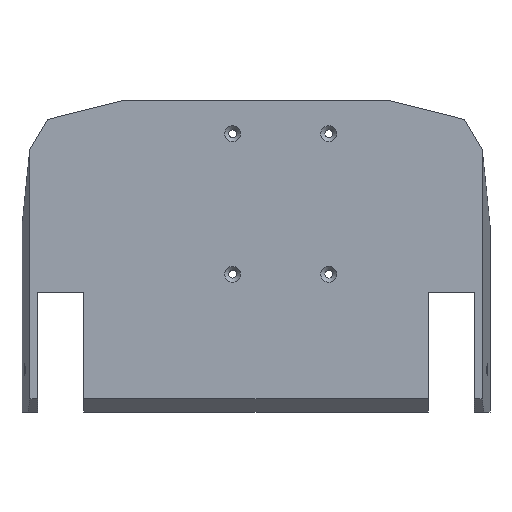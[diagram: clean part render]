
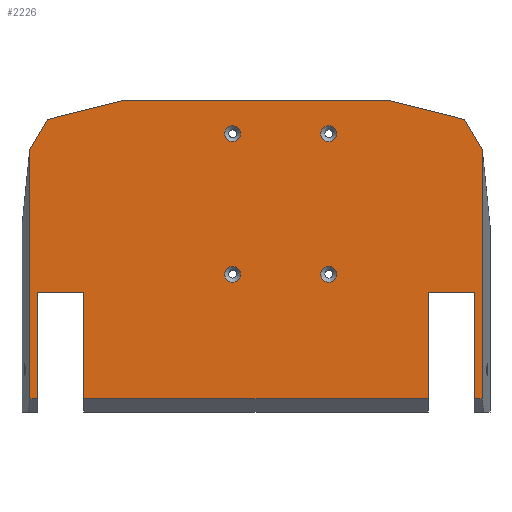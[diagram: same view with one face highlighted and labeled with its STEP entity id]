
A CAD part, front view. The second image highlights one B-rep face of the part: STEP entity #2226.
In plain terms, the highlighted planar face has unit normal (0, -1, 0).
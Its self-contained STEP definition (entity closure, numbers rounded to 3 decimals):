
#34=FACE_BOUND('',#340,.T.);
#35=FACE_BOUND('',#341,.T.);
#36=FACE_BOUND('',#342,.T.);
#37=FACE_BOUND('',#343,.T.);
#73=CIRCLE('',#2340,3.05);
#74=CIRCLE('',#2341,3.05);
#76=CIRCLE('',#2344,3.05);
#77=CIRCLE('',#2345,3.05);
#79=CIRCLE('',#2348,3.05);
#80=CIRCLE('',#2349,3.05);
#82=CIRCLE('',#2352,3.05);
#83=CIRCLE('',#2353,3.05);
#217=FACE_OUTER_BOUND('',#339,.T.);
#339=EDGE_LOOP('',(#1848,#1849,#1850,#1851,#1852,#1853,#1854,#1855,#1856,
#1857,#1858,#1859,#1860,#1861,#1862,#1863));
#340=EDGE_LOOP('',(#1864,#1865));
#341=EDGE_LOOP('',(#1866,#1867));
#342=EDGE_LOOP('',(#1868,#1869));
#343=EDGE_LOOP('',(#1870,#1871));
#569=LINE('',#3601,#812);
#573=LINE('',#3610,#816);
#574=LINE('',#3613,#817);
#575=LINE('',#3615,#818);
#576=LINE('',#3617,#819);
#577=LINE('',#3619,#820);
#578=LINE('',#3621,#821);
#579=LINE('',#3623,#822);
#580=LINE('',#3625,#823);
#581=LINE('',#3627,#824);
#582=LINE('',#3629,#825);
#583=LINE('',#3631,#826);
#584=LINE('',#3633,#827);
#585=LINE('',#3635,#828);
#586=LINE('',#3637,#829);
#587=LINE('',#3638,#830);
#812=VECTOR('',#2932,10.);
#816=VECTOR('',#2940,10.);
#817=VECTOR('',#2943,10.);
#818=VECTOR('',#2944,10.);
#819=VECTOR('',#2945,10.);
#820=VECTOR('',#2946,10.);
#821=VECTOR('',#2947,10.);
#822=VECTOR('',#2948,10.);
#823=VECTOR('',#2949,10.);
#824=VECTOR('',#2950,10.);
#825=VECTOR('',#2951,10.);
#826=VECTOR('',#2952,10.);
#827=VECTOR('',#2953,10.);
#828=VECTOR('',#2954,10.);
#829=VECTOR('',#2955,10.);
#830=VECTOR('',#2956,10.);
#966=VERTEX_POINT('',#3343);
#967=VERTEX_POINT('',#3344);
#969=VERTEX_POINT('',#3351);
#970=VERTEX_POINT('',#3352);
#972=VERTEX_POINT('',#3359);
#973=VERTEX_POINT('',#3360);
#975=VERTEX_POINT('',#3367);
#976=VERTEX_POINT('',#3368);
#1055=VERTEX_POINT('',#3598);
#1056=VERTEX_POINT('',#3600);
#1059=VERTEX_POINT('',#3608);
#1060=VERTEX_POINT('',#3612);
#1061=VERTEX_POINT('',#3614);
#1062=VERTEX_POINT('',#3616);
#1063=VERTEX_POINT('',#3618);
#1064=VERTEX_POINT('',#3620);
#1065=VERTEX_POINT('',#3622);
#1066=VERTEX_POINT('',#3624);
#1067=VERTEX_POINT('',#3626);
#1068=VERTEX_POINT('',#3628);
#1069=VERTEX_POINT('',#3630);
#1070=VERTEX_POINT('',#3632);
#1071=VERTEX_POINT('',#3634);
#1072=VERTEX_POINT('',#3636);
#1218=EDGE_CURVE('',#966,#967,#73,.T.);
#1219=EDGE_CURVE('',#967,#966,#74,.T.);
#1222=EDGE_CURVE('',#969,#970,#76,.T.);
#1223=EDGE_CURVE('',#970,#969,#77,.T.);
#1226=EDGE_CURVE('',#972,#973,#79,.T.);
#1227=EDGE_CURVE('',#973,#972,#80,.T.);
#1230=EDGE_CURVE('',#975,#976,#82,.T.);
#1231=EDGE_CURVE('',#976,#975,#83,.T.);
#1343=EDGE_CURVE('',#1056,#1055,#569,.T.);
#1348=EDGE_CURVE('',#1059,#1055,#573,.T.);
#1349=EDGE_CURVE('',#1059,#1060,#574,.T.);
#1350=EDGE_CURVE('',#1060,#1061,#575,.T.);
#1351=EDGE_CURVE('',#1061,#1062,#576,.T.);
#1352=EDGE_CURVE('',#1063,#1062,#577,.T.);
#1353=EDGE_CURVE('',#1064,#1063,#578,.T.);
#1354=EDGE_CURVE('',#1065,#1064,#579,.T.);
#1355=EDGE_CURVE('',#1065,#1066,#580,.T.);
#1356=EDGE_CURVE('',#1067,#1066,#581,.T.);
#1357=EDGE_CURVE('',#1067,#1068,#582,.T.);
#1358=EDGE_CURVE('',#1069,#1068,#583,.T.);
#1359=EDGE_CURVE('',#1070,#1069,#584,.T.);
#1360=EDGE_CURVE('',#1071,#1070,#585,.T.);
#1361=EDGE_CURVE('',#1071,#1072,#586,.T.);
#1362=EDGE_CURVE('',#1072,#1056,#587,.T.);
#1848=ORIENTED_EDGE('',*,*,#1348,.F.);
#1849=ORIENTED_EDGE('',*,*,#1349,.T.);
#1850=ORIENTED_EDGE('',*,*,#1350,.T.);
#1851=ORIENTED_EDGE('',*,*,#1351,.T.);
#1852=ORIENTED_EDGE('',*,*,#1352,.F.);
#1853=ORIENTED_EDGE('',*,*,#1353,.F.);
#1854=ORIENTED_EDGE('',*,*,#1354,.F.);
#1855=ORIENTED_EDGE('',*,*,#1355,.T.);
#1856=ORIENTED_EDGE('',*,*,#1356,.F.);
#1857=ORIENTED_EDGE('',*,*,#1357,.T.);
#1858=ORIENTED_EDGE('',*,*,#1358,.F.);
#1859=ORIENTED_EDGE('',*,*,#1359,.F.);
#1860=ORIENTED_EDGE('',*,*,#1360,.F.);
#1861=ORIENTED_EDGE('',*,*,#1361,.T.);
#1862=ORIENTED_EDGE('',*,*,#1362,.T.);
#1863=ORIENTED_EDGE('',*,*,#1343,.T.);
#1864=ORIENTED_EDGE('',*,*,#1218,.T.);
#1865=ORIENTED_EDGE('',*,*,#1219,.T.);
#1866=ORIENTED_EDGE('',*,*,#1222,.T.);
#1867=ORIENTED_EDGE('',*,*,#1223,.T.);
#1868=ORIENTED_EDGE('',*,*,#1226,.T.);
#1869=ORIENTED_EDGE('',*,*,#1227,.T.);
#1870=ORIENTED_EDGE('',*,*,#1230,.T.);
#1871=ORIENTED_EDGE('',*,*,#1231,.T.);
#2119=PLANE('',#2424);
#2226=ADVANCED_FACE('',(#217,#34,#35,#36,#37),#2119,.F.);
#2340=AXIS2_PLACEMENT_3D('',#3345,#2683,#2684);
#2341=AXIS2_PLACEMENT_3D('',#3346,#2685,#2686);
#2344=AXIS2_PLACEMENT_3D('',#3353,#2692,#2693);
#2345=AXIS2_PLACEMENT_3D('',#3354,#2694,#2695);
#2348=AXIS2_PLACEMENT_3D('',#3361,#2701,#2702);
#2349=AXIS2_PLACEMENT_3D('',#3362,#2703,#2704);
#2352=AXIS2_PLACEMENT_3D('',#3369,#2710,#2711);
#2353=AXIS2_PLACEMENT_3D('',#3370,#2712,#2713);
#2424=AXIS2_PLACEMENT_3D('',#3611,#2941,#2942);
#2683=DIRECTION('center_axis',(0.,1.,0.));
#2684=DIRECTION('ref_axis',(1.,0.,0.));
#2685=DIRECTION('center_axis',(0.,1.,0.));
#2686=DIRECTION('ref_axis',(1.,0.,0.));
#2692=DIRECTION('center_axis',(0.,1.,0.));
#2693=DIRECTION('ref_axis',(1.,0.,0.));
#2694=DIRECTION('center_axis',(0.,1.,0.));
#2695=DIRECTION('ref_axis',(1.,0.,0.));
#2701=DIRECTION('center_axis',(0.,1.,0.));
#2702=DIRECTION('ref_axis',(1.,0.,0.));
#2703=DIRECTION('center_axis',(0.,1.,0.));
#2704=DIRECTION('ref_axis',(1.,0.,0.));
#2710=DIRECTION('center_axis',(0.,1.,0.));
#2711=DIRECTION('ref_axis',(1.,0.,0.));
#2712=DIRECTION('center_axis',(0.,1.,0.));
#2713=DIRECTION('ref_axis',(1.,0.,0.));
#2932=DIRECTION('',(0.,0.,-1.));
#2940=DIRECTION('',(-1.,0.,0.));
#2941=DIRECTION('center_axis',(0.,1.,0.));
#2942=DIRECTION('ref_axis',(0.,0.,1.));
#2943=DIRECTION('',(0.,0.,1.));
#2944=DIRECTION('',(1.,0.,0.));
#2945=DIRECTION('',(0.,0.,-1.));
#2946=DIRECTION('',(-1.,0.,0.));
#2947=DIRECTION('',(0.,0.,-1.));
#2948=DIRECTION('',(0.509,0.,-0.861));
#2949=DIRECTION('',(-0.97,0.,0.245));
#2950=DIRECTION('',(1.,0.,0.));
#2951=DIRECTION('',(-0.97,0.,-0.245));
#2952=DIRECTION('',(0.509,0.,0.861));
#2953=DIRECTION('',(0.,0.,1.));
#2954=DIRECTION('',(-1.,0.,0.));
#2955=DIRECTION('',(0.,0.,1.));
#2956=DIRECTION('',(1.,0.,0.));
#3343=CARTESIAN_POINT('',(31.05,0.,-7.));
#3344=CARTESIAN_POINT('',(24.95,0.,-7.));
#3345=CARTESIAN_POINT('Origin',(28.,0.,-7.));
#3346=CARTESIAN_POINT('Origin',(28.,0.,-7.));
#3351=CARTESIAN_POINT('',(31.05,0.,47.));
#3352=CARTESIAN_POINT('',(24.95,0.,47.));
#3353=CARTESIAN_POINT('Origin',(28.,0.,47.));
#3354=CARTESIAN_POINT('Origin',(28.,0.,47.));
#3359=CARTESIAN_POINT('',(-5.95,0.,-7.));
#3360=CARTESIAN_POINT('',(-12.05,0.,-7.));
#3361=CARTESIAN_POINT('Origin',(-9.,0.,-7.));
#3362=CARTESIAN_POINT('Origin',(-9.,0.,-7.));
#3367=CARTESIAN_POINT('',(-5.95,0.,47.));
#3368=CARTESIAN_POINT('',(-12.05,0.,47.));
#3369=CARTESIAN_POINT('Origin',(-9.,0.,47.));
#3370=CARTESIAN_POINT('Origin',(-9.,0.,47.));
#3598=CARTESIAN_POINT('',(-66.3,0.,-55.));
#3600=CARTESIAN_POINT('',(-66.3,0.,-13.85));
#3601=CARTESIAN_POINT('',(-66.3,0.,-30.));
#3608=CARTESIAN_POINT('',(66.3,0.,-55.));
#3610=CARTESIAN_POINT('',(45.,0.,-55.));
#3611=CARTESIAN_POINT('Origin',(0.,0.,0.));
#3612=CARTESIAN_POINT('',(66.3,0.,-13.85));
#3613=CARTESIAN_POINT('',(66.3,0.,-6.925));
#3614=CARTESIAN_POINT('',(84.,0.,-13.85));
#3615=CARTESIAN_POINT('',(42.,0.,-13.85));
#3616=CARTESIAN_POINT('',(84.,0.,-55.));
#3617=CARTESIAN_POINT('',(84.,0.,-30.));
#3618=CARTESIAN_POINT('',(87.,0.,-55.));
#3619=CARTESIAN_POINT('',(45.,0.,-55.));
#3620=CARTESIAN_POINT('',(87.,0.,40.925));
#3621=CARTESIAN_POINT('',(87.,0.,30.));
#3622=CARTESIAN_POINT('',(80.156,0.,52.486));
#3623=CARTESIAN_POINT('',(84.107,0.,45.811));
#3624=CARTESIAN_POINT('',(50.4,0.,60.));
#3625=CARTESIAN_POINT('',(33.832,0.,64.184));
#3626=CARTESIAN_POINT('',(-50.4,0.,60.));
#3627=CARTESIAN_POINT('',(-90.,0.,60.));
#3628=CARTESIAN_POINT('',(-80.156,0.,52.486));
#3629=CARTESIAN_POINT('',(-53.632,0.,59.184));
#3630=CARTESIAN_POINT('',(-87.,0.,40.925));
#3631=CARTESIAN_POINT('',(-90.758,0.,34.577));
#3632=CARTESIAN_POINT('',(-87.,0.,-55.));
#3633=CARTESIAN_POINT('',(-87.,0.,-30.));
#3634=CARTESIAN_POINT('',(-84.,0.,-55.));
#3635=CARTESIAN_POINT('',(45.,0.,-55.));
#3636=CARTESIAN_POINT('',(-84.,0.,-13.85));
#3637=CARTESIAN_POINT('',(-84.,0.,-6.925));
#3638=CARTESIAN_POINT('',(-33.15,0.,-13.85));
